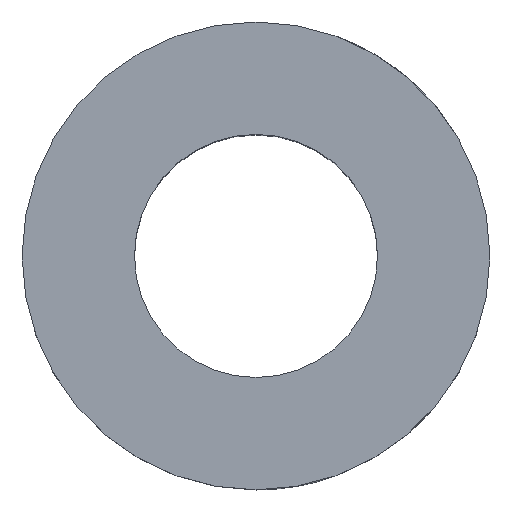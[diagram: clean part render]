
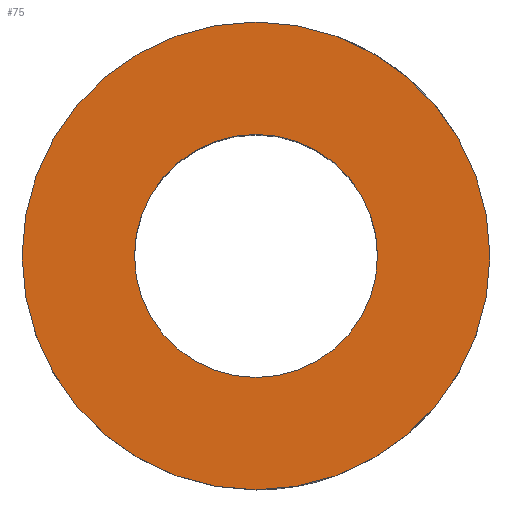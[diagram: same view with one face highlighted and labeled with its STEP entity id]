
A CAD part, top view. The second image highlights one B-rep face of the part: STEP entity #75.
In plain terms, the highlighted planar face has unit normal (0, 0, 1).
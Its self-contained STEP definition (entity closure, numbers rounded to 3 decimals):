
#2 = EDGE_LOOP ( 'NONE', ( #14, #921 ) ) ;
#14 = ORIENTED_EDGE ( 'NONE', *, *, #1439, .F. ) ;
#16 = VERTEX_POINT ( 'NONE', #180 ) ;
#75 = ADVANCED_FACE ( 'NONE', ( #966, #967 ), #968, .F. ) ;
#106 = VERTEX_POINT ( 'NONE', #349 ) ;
#157 = CIRCLE ( 'NONE', #158, 57.75 ) ;
#158 = AXIS2_PLACEMENT_3D ( 'NONE', #159, #160, #161 ) ;
#159 = CARTESIAN_POINT ( 'NONE',  ( 0., 0., 0. ) ) ;
#160 = DIRECTION ( 'NONE',  ( 0., 0., 1. ) ) ;
#161 = DIRECTION ( 'NONE',  ( 0., -1., 0. ) ) ;
#180 = CARTESIAN_POINT ( 'NONE',  ( 0., -57.75, 0. ) ) ;
#269 = EDGE_CURVE ( 'NONE', #1499, #106, #591, .T. ) ;
#349 = CARTESIAN_POINT ( 'NONE',  ( 0., -30., 0. ) ) ;
#591 = CIRCLE ( 'NONE', #592, 30. ) ;
#592 = AXIS2_PLACEMENT_3D ( 'NONE', #593, #595, #596 ) ;
#593 = CARTESIAN_POINT ( 'NONE',  ( 0., 0., 0. ) ) ;
#595 = DIRECTION ( 'NONE',  ( 0., 0., 1. ) ) ;
#596 = DIRECTION ( 'NONE',  ( 0., -1., 0. ) ) ;
#644 = CIRCLE ( 'NONE', #645, 57.75 ) ;
#645 = AXIS2_PLACEMENT_3D ( 'NONE', #646, #647, #648 ) ;
#646 = CARTESIAN_POINT ( 'NONE',  ( 0., 0., 0. ) ) ;
#647 = DIRECTION ( 'NONE',  ( 0., 0., 1. ) ) ;
#648 = DIRECTION ( 'NONE',  ( 0., -1., 0. ) ) ;
#650 = CIRCLE ( 'NONE', #651, 30. ) ;
#651 = AXIS2_PLACEMENT_3D ( 'NONE', #652, #653, #654 ) ;
#652 = CARTESIAN_POINT ( 'NONE',  ( 0., 0., 0. ) ) ;
#653 = DIRECTION ( 'NONE',  ( 0., 0., 1. ) ) ;
#654 = DIRECTION ( 'NONE',  ( 0., -1., 0. ) ) ;
#921 = ORIENTED_EDGE ( 'NONE', *, *, #269, .F. ) ;
#966 = FACE_BOUND ( 'NONE', #2, .T. ) ;
#967 = FACE_OUTER_BOUND ( 'NONE', #1596, .T. ) ;
#968 = PLANE ( 'NONE',  #969 ) ;
#969 = AXIS2_PLACEMENT_3D ( 'NONE', #970, #973, #974 ) ;
#970 = CARTESIAN_POINT ( 'NONE',  ( 0., 57.75, 0. ) ) ;
#973 = DIRECTION ( 'NONE',  ( 0., 0., -1. ) ) ;
#974 = DIRECTION ( 'NONE',  ( 0., 1., 0. ) ) ;
#991 = CARTESIAN_POINT ( 'NONE',  ( 0., 57.75, 0. ) ) ;
#1009 = CARTESIAN_POINT ( 'NONE',  ( 0., 30., 0. ) ) ;
#1439 = EDGE_CURVE ( 'NONE', #106, #1499, #650, .T. ) ;
#1483 = ORIENTED_EDGE ( 'NONE', *, *, #1561, .T. ) ;
#1496 = VERTEX_POINT ( 'NONE', #991 ) ;
#1499 = VERTEX_POINT ( 'NONE', #1009 ) ;
#1508 = ORIENTED_EDGE ( 'NONE', *, *, #1605, .T. ) ;
#1561 = EDGE_CURVE ( 'NONE', #16, #1496, #644, .T. ) ;
#1596 = EDGE_LOOP ( 'NONE', ( #1483, #1508 ) ) ;
#1605 = EDGE_CURVE ( 'NONE', #1496, #16, #157, .T. ) ;
